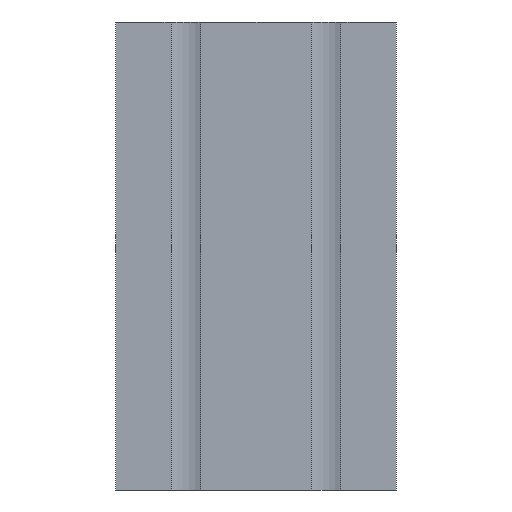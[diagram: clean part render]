
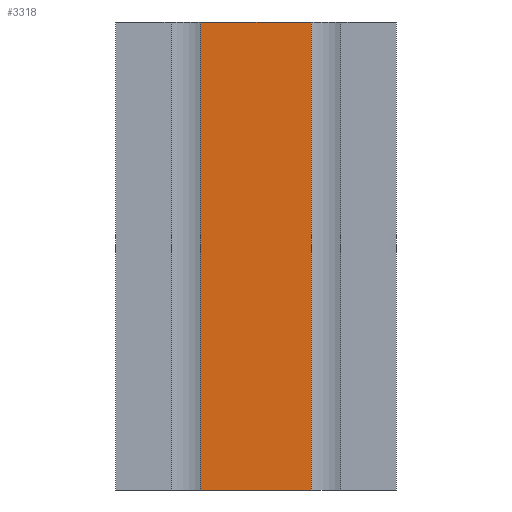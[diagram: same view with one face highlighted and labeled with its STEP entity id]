
A CAD part, left-side view. The second image highlights one B-rep face of the part: STEP entity #3318.
In plain terms, the highlighted planar face has unit normal (-1, 0, 0).
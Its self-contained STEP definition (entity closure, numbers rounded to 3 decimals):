
#1105=CARTESIAN_POINT('',(-3.962,28.694,100.0));
#1106=VERTEX_POINT('',#1105);
#1123=CARTESIAN_POINT('',(-3.962,28.694,0.0));
#1124=VERTEX_POINT('',#1123);
#1131=CARTESIAN_POINT('',(-3.962,28.694,0.0));
#1132=DIRECTION('',(0.0,0.0,1.0));
#1133=VECTOR('',#1132,100.0);
#1134=LINE('',#1131,#1133);
#1135=EDGE_CURVE('',#1124,#1106,#1134,.T.);
#3271=CARTESIAN_POINT('',(-3.962,4.994,100.0));
#3272=VERTEX_POINT('',#3271);
#3279=CARTESIAN_POINT('',(-3.962,4.994,0.0));
#3280=VERTEX_POINT('',#3279);
#3281=CARTESIAN_POINT('',(-3.962,4.994,0.0));
#3282=DIRECTION('',(0.0,0.0,1.0));
#3283=VECTOR('',#3282,100.0);
#3284=LINE('',#3281,#3283);
#3285=EDGE_CURVE('',#3280,#3272,#3284,.T.);
#3297=CARTESIAN_POINT('',(-3.962,4.994,0.0));
#3298=DIRECTION('',(-1.0,0.0,0.0));
#3299=DIRECTION('',(0.0,0.0,1.0));
#3300=AXIS2_PLACEMENT_3D('',#3297,#3298,#3299);
#3301=PLANE('',#3300);
#3302=CARTESIAN_POINT('',(-3.962,4.994,100.0));
#3303=DIRECTION('',(0.0,1.0,0.0));
#3304=VECTOR('',#3303,23.7);
#3305=LINE('',#3302,#3304);
#3306=EDGE_CURVE('',#3272,#1106,#3305,.T.);
#3307=ORIENTED_EDGE('',*,*,#3306,.T.);
#3308=ORIENTED_EDGE('',*,*,#1135,.F.);
#3309=CARTESIAN_POINT('',(-3.962,4.994,0.0));
#3310=DIRECTION('',(0.0,1.0,0.0));
#3311=VECTOR('',#3310,23.7);
#3312=LINE('',#3309,#3311);
#3313=EDGE_CURVE('',#3280,#1124,#3312,.T.);
#3314=ORIENTED_EDGE('',*,*,#3313,.F.);
#3315=ORIENTED_EDGE('',*,*,#3285,.T.);
#3316=EDGE_LOOP('',(#3307,#3308,#3314,#3315));
#3317=FACE_OUTER_BOUND('',#3316,.T.);
#3318=ADVANCED_FACE('',(#3317),#3301,.T.);
